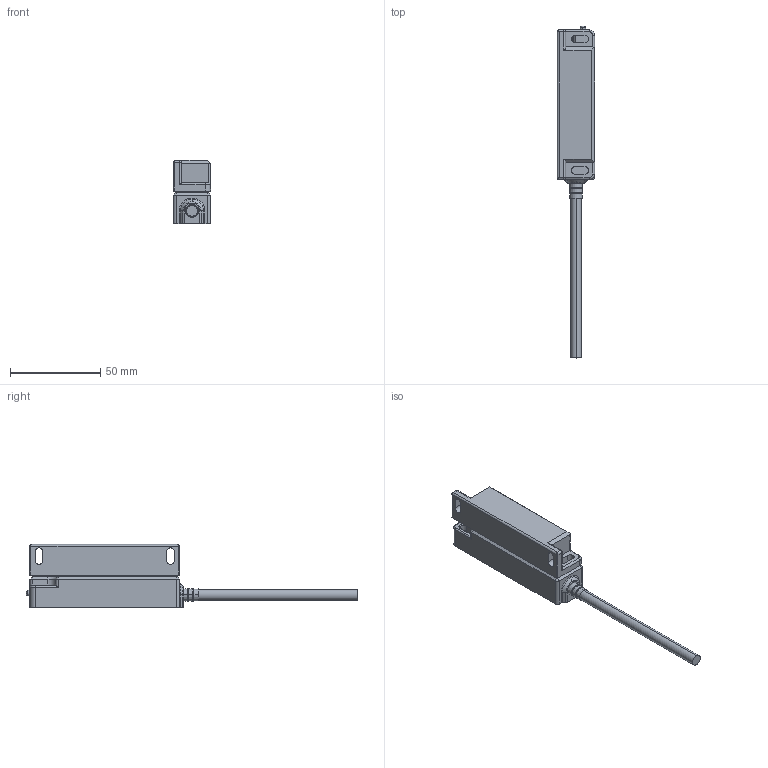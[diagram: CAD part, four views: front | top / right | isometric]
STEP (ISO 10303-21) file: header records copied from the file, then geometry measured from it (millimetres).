
FILE_DESCRIPTION (( 'STEP AP214' ), '1' );
FILE_NAME ('CMC-138006.step', '2017-09-27T13:19:33', ( '' ), ( '' ), 'SwSTEP 2.0', 'SolidWorks 2017', '' );
FILE_SCHEMA (( 'AUTOMOTIVE_DESIGN' ));
Length unit declared in the file: inch
Products named in the file (3): CMC-138006; CMC-138006_2; CMC-138006_1
Assembly tree (2 placements, depth 2):
  CMC-138006
    CMC-138006_1
    CMC-138006_2
Bounding box: 20.6 x 184.29 x 35 mm (x, y, z)
Volume: 54584.4 mm3; surface area: 16338.2 mm2
Topology: 5 solids, 5 shells, 189 faces, 452 edges, 265 vertices
Faces by surface type: cylinder 66, plane 58, bspline 43, cone 18, torus 2, sphere 2
Entity records: 6719 total; most frequent: CARTESIAN_POINT 2358, DIRECTION 889, ORIENTED_EDGE 888, EDGE_CURVE 444, AXIS2_PLACEMENT_3D 335, VERTEX_POINT 265, VECTOR 219, LINE 219
